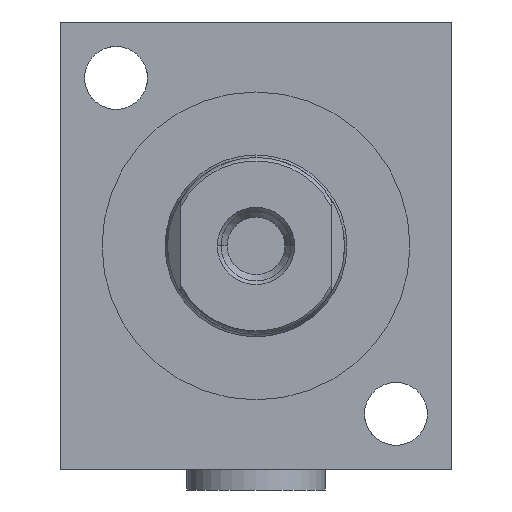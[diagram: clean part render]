
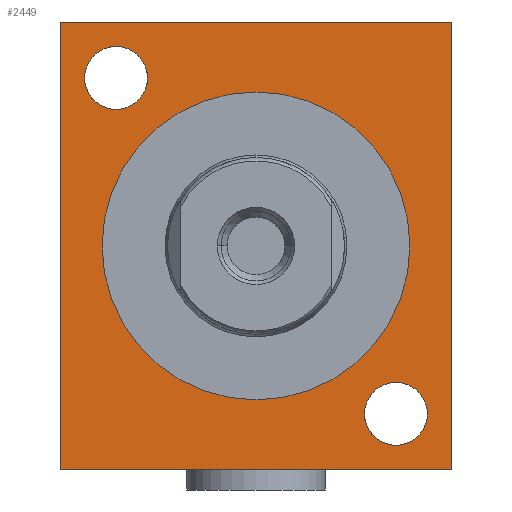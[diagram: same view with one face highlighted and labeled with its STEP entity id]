
A CAD part, left-side view. The second image highlights one B-rep face of the part: STEP entity #2449.
In plain terms, the highlighted planar face has unit normal (-1, 0, 0).
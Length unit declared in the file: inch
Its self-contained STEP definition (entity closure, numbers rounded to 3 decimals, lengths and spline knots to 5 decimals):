
#485=DIRECTION('',(0.,-1.,0.));
#486=VECTOR('',#485,1.75);
#487=CARTESIAN_POINT('',(0.,0.875,1.));
#488=LINE('',#487,#486);
#492=DIRECTION('',(0.,0.,-1.));
#493=VECTOR('',#492,2.);
#494=CARTESIAN_POINT('',(0.,-0.875,1.));
#495=LINE('',#494,#493);
#499=DIRECTION('',(0.,1.,0.));
#500=VECTOR('',#499,1.75);
#501=CARTESIAN_POINT('',(0.,-0.875,-1.));
#502=LINE('',#501,#500);
#506=DIRECTION('',(0.,0.,1.));
#507=VECTOR('',#506,2.);
#508=CARTESIAN_POINT('',(0.,0.875,-1.));
#509=LINE('',#508,#507);
#513=CARTESIAN_POINT('',(0.,0.625,0.75));
#514=DIRECTION('',(1.,0.,0.));
#515=DIRECTION('',(0.,1.,0.));
#516=AXIS2_PLACEMENT_3D('',#513,#514,#515);
#521=CARTESIAN_POINT('',(0.,0.625,0.75));
#522=DIRECTION('',(1.,0.,0.));
#523=DIRECTION('',(0.,-1.,0.));
#524=AXIS2_PLACEMENT_3D('',#521,#522,#523);
#529=CARTESIAN_POINT('',(0.,-0.625,-0.75));
#530=DIRECTION('',(1.,0.,0.));
#531=DIRECTION('',(0.,1.,0.));
#532=AXIS2_PLACEMENT_3D('',#529,#530,#531);
#537=CARTESIAN_POINT('',(0.,-0.625,-0.75));
#538=DIRECTION('',(1.,0.,0.));
#539=DIRECTION('',(0.,-1.,0.));
#540=AXIS2_PLACEMENT_3D('',#537,#538,#539);
#545=CARTESIAN_POINT('',(0.,0.,0.));
#546=DIRECTION('',(-1.,0.,0.));
#547=DIRECTION('',(0.,1.,0.));
#548=AXIS2_PLACEMENT_3D('',#545,#546,#547);
#553=CARTESIAN_POINT('',(0.,0.,0.));
#554=DIRECTION('',(-1.,0.,0.));
#555=DIRECTION('',(0.,-1.,0.));
#556=AXIS2_PLACEMENT_3D('',#553,#554,#555);
#1698=CARTESIAN_POINT('',(0.,0.875,1.));
#1699=CARTESIAN_POINT('',(0.,-0.875,1.));
#1700=VERTEX_POINT('',#1698);
#1701=VERTEX_POINT('',#1699);
#1702=CARTESIAN_POINT('',(0.,-0.875,-1.));
#1703=VERTEX_POINT('',#1702);
#1704=CARTESIAN_POINT('',(0.,0.875,-1.));
#1705=VERTEX_POINT('',#1704);
#1714=CARTESIAN_POINT('',(0.,0.7655,0.75));
#1715=CARTESIAN_POINT('',(0.,0.4845,0.75));
#1716=VERTEX_POINT('',#1714);
#1717=VERTEX_POINT('',#1715);
#1818=CARTESIAN_POINT('',(0.,-0.4845,-0.75));
#1819=CARTESIAN_POINT('',(0.,-0.7655,-0.75));
#1820=VERTEX_POINT('',#1818);
#1821=VERTEX_POINT('',#1819);
#1830=CARTESIAN_POINT('',(0.,0.6875,0.));
#1831=CARTESIAN_POINT('',(0.,-0.6875,0.));
#1832=VERTEX_POINT('',#1830);
#1833=VERTEX_POINT('',#1831);
#2417=CARTESIAN_POINT('',(0.,0.,0.));
#2418=DIRECTION('',(1.,0.,0.));
#2419=DIRECTION('',(0.,0.,-1.));
#2420=AXIS2_PLACEMENT_3D('',#2417,#2418,#2419);
#2421=PLANE('',#2420);
#2423=ORIENTED_EDGE('',*,*,#2422,.T.);
#2425=ORIENTED_EDGE('',*,*,#2424,.T.);
#2427=ORIENTED_EDGE('',*,*,#2426,.T.);
#2429=ORIENTED_EDGE('',*,*,#2428,.T.);
#2430=EDGE_LOOP('',(#2423,#2425,#2427,#2429));
#2431=FACE_OUTER_BOUND('',#2430,.F.);
#2433=ORIENTED_EDGE('',*,*,#2432,.F.);
#2435=ORIENTED_EDGE('',*,*,#2434,.F.);
#2436=EDGE_LOOP('',(#2433,#2435));
#2437=FACE_BOUND('',#2436,.F.);
#2439=ORIENTED_EDGE('',*,*,#2438,.F.);
#2441=ORIENTED_EDGE('',*,*,#2440,.F.);
#2442=EDGE_LOOP('',(#2439,#2441));
#2443=FACE_BOUND('',#2442,.F.);
#2444=ORIENTED_EDGE('',*,*,#2407,.T.);
#2446=ORIENTED_EDGE('',*,*,#2445,.T.);
#2447=EDGE_LOOP('',(#2444,#2446));
#2448=FACE_BOUND('',#2447,.F.);
#2449=ADVANCED_FACE('',(#2431,#2437,#2443,#2448),#2421,.F.);
#517=CIRCLE('',#516,0.1405);
#525=CIRCLE('',#524,0.1405);
#533=CIRCLE('',#532,0.1405);
#541=CIRCLE('',#540,0.1405);
#549=CIRCLE('',#548,0.6875);
#557=CIRCLE('',#556,0.6875);
#2407=EDGE_CURVE('',#1832,#1833,#549,.T.);
#2422=EDGE_CURVE('',#1700,#1701,#488,.T.);
#2424=EDGE_CURVE('',#1701,#1703,#495,.T.);
#2426=EDGE_CURVE('',#1703,#1705,#502,.T.);
#2428=EDGE_CURVE('',#1705,#1700,#509,.T.);
#2432=EDGE_CURVE('',#1716,#1717,#517,.T.);
#2434=EDGE_CURVE('',#1717,#1716,#525,.T.);
#2438=EDGE_CURVE('',#1820,#1821,#533,.T.);
#2440=EDGE_CURVE('',#1821,#1820,#541,.T.);
#2445=EDGE_CURVE('',#1833,#1832,#557,.T.);
